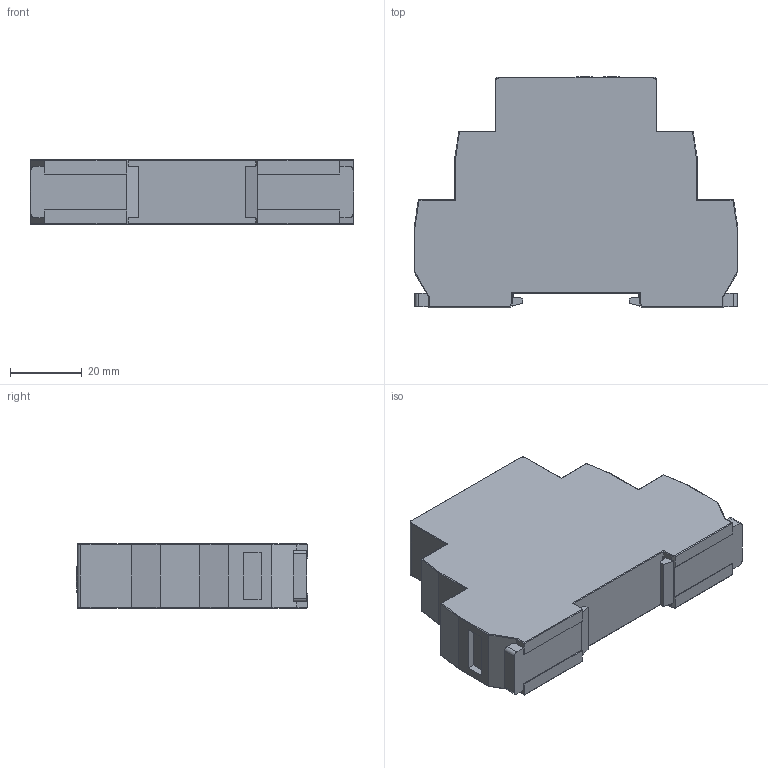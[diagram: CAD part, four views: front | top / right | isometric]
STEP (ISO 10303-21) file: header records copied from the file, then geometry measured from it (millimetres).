
FILE_DESCRIPTION (( 'STEP AP203' ), '1' );
FILE_NAME ('CTR-450-TP-1-1HD-A230-C00_Ðåëå èìïóëüñíîå TP ñ çàäåðæêîé âûêë. 1 êîíò. 230Â AC IEK.STEP', '2024-12-24T07:47:51', ( '' ), ( '' ), 'SwSTEP 2.0', 'SolidWorks 2022', '' );
FILE_SCHEMA (( 'CONFIG_CONTROL_DESIGN' ));
Length unit declared in the file: millimetre
Products named in the file (1): CTR-450-TP-1-1HD-A230-C00_Реле импульсное TP с задержкой выкл. 1 конт. 230В AC IEK
Bounding box: 90 x 64.27 x 17.8 mm (x, y, z)
Volume: 79073.7 mm3; surface area: 15284.8 mm2
Topology: 1 solids, 1 shells, 342 faces, 850 edges, 522 vertices
Faces by surface type: plane 210, cylinder 94, cone 26, sphere 8, torus 4
Entity records: 10019 total; most frequent: CARTESIAN_POINT 2007, ORIENTED_EDGE 1688, DIRECTION 1612, EDGE_CURVE 844, VECTOR 562, LINE 562, AXIS2_PLACEMENT_3D 525, VERTEX_POINT 520
